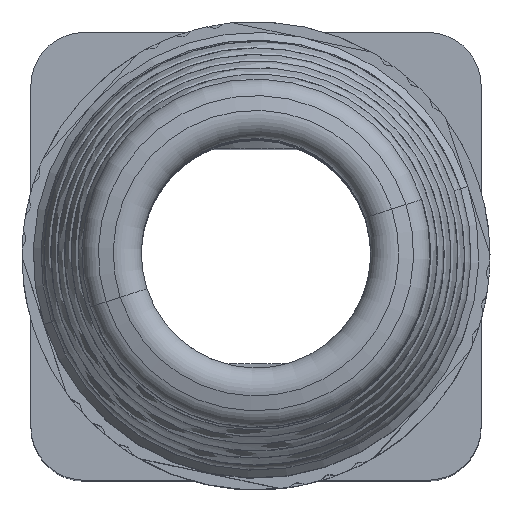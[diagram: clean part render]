
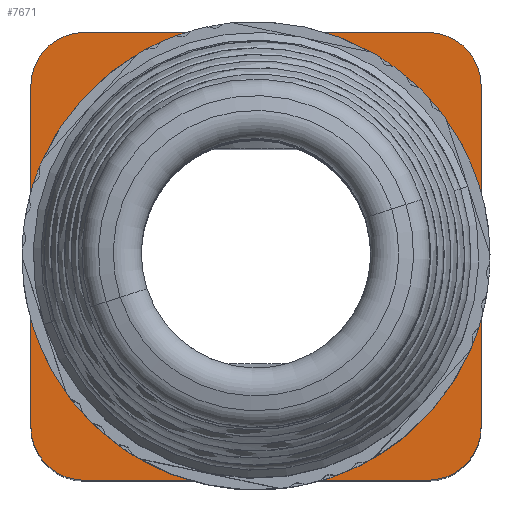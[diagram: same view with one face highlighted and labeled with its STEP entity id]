
A CAD part, top view. The second image highlights one B-rep face of the part: STEP entity #7671.
In plain terms, the highlighted planar face has unit normal (0, 0, 1).
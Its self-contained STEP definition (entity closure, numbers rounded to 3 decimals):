
#1553=AXIS2_PLACEMENT_3D('Plane Axis2P3D',#1550,#1551,#1552) ;
#2063=AXIS2_PLACEMENT_3D('Circle Axis2P3D',#2061,#2062,$) ;
#2083=AXIS2_PLACEMENT_3D('Circle Axis2P3D',#2081,#2082,$) ;
#2113=AXIS2_PLACEMENT_3D('Circle Axis2P3D',#2111,#2112,$) ;
#2133=AXIS2_PLACEMENT_3D('Circle Axis2P3D',#2131,#2132,$) ;
#7631=AXIS2_PLACEMENT_3D('Circle Axis2P3D',#7629,#7630,$) ;
#7636=AXIS2_PLACEMENT_3D('Circle Axis2P3D',#7634,#7635,$) ;
#7641=AXIS2_PLACEMENT_3D('Circle Axis2P3D',#7639,#7640,$) ;
#7646=AXIS2_PLACEMENT_3D('Circle Axis2P3D',#7644,#7645,$) ;
#560=CARTESIAN_POINT('Vertex',(10.6,19.549,28.)) ;
#563=CARTESIAN_POINT('Line Origine',(10.6,19.877,28.)) ;
#567=CARTESIAN_POINT('Vertex',(10.6,20.205,28.)) ;
#613=CARTESIAN_POINT('Line Origine',(10.5,19.877,28.)) ;
#617=CARTESIAN_POINT('Vertex',(10.5,20.205,28.)) ;
#619=CARTESIAN_POINT('Vertex',(10.5,19.55,28.)) ;
#958=CARTESIAN_POINT('Line Origine',(10.5,1.123,28.)) ;
#962=CARTESIAN_POINT('Vertex',(10.5,0.795,28.)) ;
#964=CARTESIAN_POINT('Vertex',(10.5,1.45,28.)) ;
#1163=CARTESIAN_POINT('Vertex',(10.4,1.451,28.)) ;
#1166=CARTESIAN_POINT('Line Origine',(10.4,1.123,28.)) ;
#1170=CARTESIAN_POINT('Vertex',(10.4,0.795,28.)) ;
#1550=CARTESIAN_POINT('Axis2P3D Location',(10.5,10.5,28.)) ;
#2061=CARTESIAN_POINT('Axis2P3D Location',(10.5,10.5,28.)) ;
#2065=CARTESIAN_POINT('Vertex',(19.55,10.5,28.)) ;
#2081=CARTESIAN_POINT('Axis2P3D Location',(10.5,10.5,28.)) ;
#2111=CARTESIAN_POINT('Axis2P3D Location',(10.5,10.5,28.)) ;
#2115=CARTESIAN_POINT('Vertex',(1.45,10.5,28.)) ;
#2131=CARTESIAN_POINT('Axis2P3D Location',(10.5,10.5,28.)) ;
#7462=CARTESIAN_POINT('Line Origine',(10.55,20.205,28.)) ;
#7480=CARTESIAN_POINT('Line Origine',(10.45,0.795,28.)) ;
#7502=CARTESIAN_POINT('Vertex',(18.201,20.55,28.)) ;
#7509=CARTESIAN_POINT('Vertex',(2.8,20.55,28.)) ;
#7512=CARTESIAN_POINT('Line Origine',(10.5,20.55,28.)) ;
#7534=CARTESIAN_POINT('Vertex',(0.4,18.15,28.)) ;
#7541=CARTESIAN_POINT('Vertex',(0.4,2.85,28.)) ;
#7544=CARTESIAN_POINT('Line Origine',(0.4,10.5,28.)) ;
#7570=CARTESIAN_POINT('Vertex',(2.8,0.45,28.)) ;
#7577=CARTESIAN_POINT('Vertex',(18.201,0.45,28.)) ;
#7580=CARTESIAN_POINT('Line Origine',(10.5,0.45,28.)) ;
#7602=CARTESIAN_POINT('Vertex',(20.601,2.85,28.)) ;
#7609=CARTESIAN_POINT('Vertex',(20.601,18.15,28.)) ;
#7612=CARTESIAN_POINT('Line Origine',(20.601,10.5,28.)) ;
#7629=CARTESIAN_POINT('Axis2P3D Location',(2.8,18.15,28.)) ;
#7634=CARTESIAN_POINT('Axis2P3D Location',(2.8,2.85,28.)) ;
#7639=CARTESIAN_POINT('Axis2P3D Location',(18.201,2.85,28.)) ;
#7644=CARTESIAN_POINT('Axis2P3D Location',(18.201,18.15,28.)) ;
#564=DIRECTION('Vector Direction',(0.,-1.,0.)) ;
#614=DIRECTION('Vector Direction',(0.,1.,0.)) ;
#959=DIRECTION('Vector Direction',(0.,-1.,0.)) ;
#1167=DIRECTION('Vector Direction',(0.,1.,0.)) ;
#1551=DIRECTION('Axis2P3D Direction',(0.,0.,-1.)) ;
#1552=DIRECTION('Axis2P3D XDirection',(1.,0.,0.)) ;
#2062=DIRECTION('Axis2P3D Direction',(0.,0.,1.)) ;
#2082=DIRECTION('Axis2P3D Direction',(0.,0.,1.)) ;
#2112=DIRECTION('Axis2P3D Direction',(0.,0.,1.)) ;
#2132=DIRECTION('Axis2P3D Direction',(0.,0.,1.)) ;
#7463=DIRECTION('Vector Direction',(1.,0.,0.)) ;
#7481=DIRECTION('Vector Direction',(-1.,0.,0.)) ;
#7513=DIRECTION('Vector Direction',(1.,0.,0.)) ;
#7545=DIRECTION('Vector Direction',(0.,-1.,0.)) ;
#7581=DIRECTION('Vector Direction',(-1.,0.,0.)) ;
#7613=DIRECTION('Vector Direction',(0.,1.,0.)) ;
#7630=DIRECTION('Axis2P3D Direction',(0.,0.,-1.)) ;
#7635=DIRECTION('Axis2P3D Direction',(0.,0.,-1.)) ;
#7640=DIRECTION('Axis2P3D Direction',(0.,0.,-1.)) ;
#7645=DIRECTION('Axis2P3D Direction',(0.,0.,-1.)) ;
#565=VECTOR('Line Direction',#564,1.) ;
#615=VECTOR('Line Direction',#614,1.) ;
#960=VECTOR('Line Direction',#959,1.) ;
#1168=VECTOR('Line Direction',#1167,1.) ;
#7464=VECTOR('Line Direction',#7463,1.) ;
#7482=VECTOR('Line Direction',#7481,1.) ;
#7514=VECTOR('Line Direction',#7513,1.) ;
#7546=VECTOR('Line Direction',#7545,1.) ;
#7582=VECTOR('Line Direction',#7581,1.) ;
#7614=VECTOR('Line Direction',#7613,1.) ;
#7650=ORIENTED_EDGE('',*,*,#7633,.T.) ;
#7651=ORIENTED_EDGE('',*,*,#7548,.T.) ;
#7652=ORIENTED_EDGE('',*,*,#7638,.T.) ;
#7653=ORIENTED_EDGE('',*,*,#7584,.T.) ;
#7654=ORIENTED_EDGE('',*,*,#7643,.T.) ;
#7655=ORIENTED_EDGE('',*,*,#7616,.T.) ;
#7656=ORIENTED_EDGE('',*,*,#7648,.T.) ;
#7657=ORIENTED_EDGE('',*,*,#7516,.T.) ;
#7660=ORIENTED_EDGE('',*,*,#2085,.T.) ;
#7661=ORIENTED_EDGE('',*,*,#2067,.T.) ;
#7662=ORIENTED_EDGE('',*,*,#966,.F.) ;
#7663=ORIENTED_EDGE('',*,*,#7484,.F.) ;
#7664=ORIENTED_EDGE('',*,*,#1172,.F.) ;
#7665=ORIENTED_EDGE('',*,*,#2135,.F.) ;
#7666=ORIENTED_EDGE('',*,*,#2117,.F.) ;
#7667=ORIENTED_EDGE('',*,*,#621,.F.) ;
#7668=ORIENTED_EDGE('',*,*,#7466,.F.) ;
#7669=ORIENTED_EDGE('',*,*,#569,.F.) ;
#7670=FACE_BOUND('',#7659,.T.) ;
#7671=ADVANCED_FACE('Hauptk\X2\00F6\X0\rper',(#7658,#7670),#1554,.F.) ;
#2064=CIRCLE('generated circle',#2063,9.05) ;
#2084=CIRCLE('generated circle',#2083,9.05) ;
#2114=CIRCLE('generated circle',#2113,9.05) ;
#2134=CIRCLE('generated circle',#2133,9.05) ;
#7632=CIRCLE('generated circle',#7631,2.4) ;
#7637=CIRCLE('generated circle',#7636,2.4) ;
#7642=CIRCLE('generated circle',#7641,2.4) ;
#7647=CIRCLE('generated circle',#7646,2.4) ;
#569=EDGE_CURVE('',#561,#568,#566,.F.) ;
#621=EDGE_CURVE('',#618,#620,#616,.F.) ;
#966=EDGE_CURVE('',#963,#965,#961,.F.) ;
#1172=EDGE_CURVE('',#1164,#1171,#1169,.F.) ;
#2067=EDGE_CURVE('',#2066,#965,#2064,.F.) ;
#2085=EDGE_CURVE('',#561,#2066,#2084,.F.) ;
#2117=EDGE_CURVE('',#620,#2116,#2114,.T.) ;
#2135=EDGE_CURVE('',#2116,#1164,#2134,.T.) ;
#7466=EDGE_CURVE('',#568,#618,#7465,.F.) ;
#7484=EDGE_CURVE('',#1171,#963,#7483,.F.) ;
#7516=EDGE_CURVE('',#7503,#7510,#7515,.F.) ;
#7548=EDGE_CURVE('',#7535,#7542,#7547,.T.) ;
#7584=EDGE_CURVE('',#7571,#7578,#7583,.F.) ;
#7616=EDGE_CURVE('',#7603,#7610,#7615,.T.) ;
#7633=EDGE_CURVE('',#7510,#7535,#7632,.F.) ;
#7638=EDGE_CURVE('',#7542,#7571,#7637,.F.) ;
#7643=EDGE_CURVE('',#7578,#7603,#7642,.F.) ;
#7648=EDGE_CURVE('',#7610,#7503,#7647,.F.) ;
#7649=EDGE_LOOP('',(#7650,#7651,#7652,#7653,#7654,#7655,#7656,#7657)) ;
#7659=EDGE_LOOP('',(#7660,#7661,#7662,#7663,#7664,#7665,#7666,#7667,#7668,#7669)) ;
#7658=FACE_OUTER_BOUND('',#7649,.T.) ;
#566=LINE('Line',#563,#565) ;
#616=LINE('Line',#613,#615) ;
#961=LINE('Line',#958,#960) ;
#1169=LINE('Line',#1166,#1168) ;
#7465=LINE('Line',#7462,#7464) ;
#7483=LINE('Line',#7480,#7482) ;
#7515=LINE('Line',#7512,#7514) ;
#7547=LINE('Line',#7544,#7546) ;
#7583=LINE('Line',#7580,#7582) ;
#7615=LINE('Line',#7612,#7614) ;
#1554=PLANE('',#1553) ;
#561=VERTEX_POINT('',#560) ;
#568=VERTEX_POINT('',#567) ;
#618=VERTEX_POINT('',#617) ;
#620=VERTEX_POINT('',#619) ;
#963=VERTEX_POINT('',#962) ;
#965=VERTEX_POINT('',#964) ;
#1164=VERTEX_POINT('',#1163) ;
#1171=VERTEX_POINT('',#1170) ;
#2066=VERTEX_POINT('',#2065) ;
#2116=VERTEX_POINT('',#2115) ;
#7503=VERTEX_POINT('',#7502) ;
#7510=VERTEX_POINT('',#7509) ;
#7535=VERTEX_POINT('',#7534) ;
#7542=VERTEX_POINT('',#7541) ;
#7571=VERTEX_POINT('',#7570) ;
#7578=VERTEX_POINT('',#7577) ;
#7603=VERTEX_POINT('',#7602) ;
#7610=VERTEX_POINT('',#7609) ;
